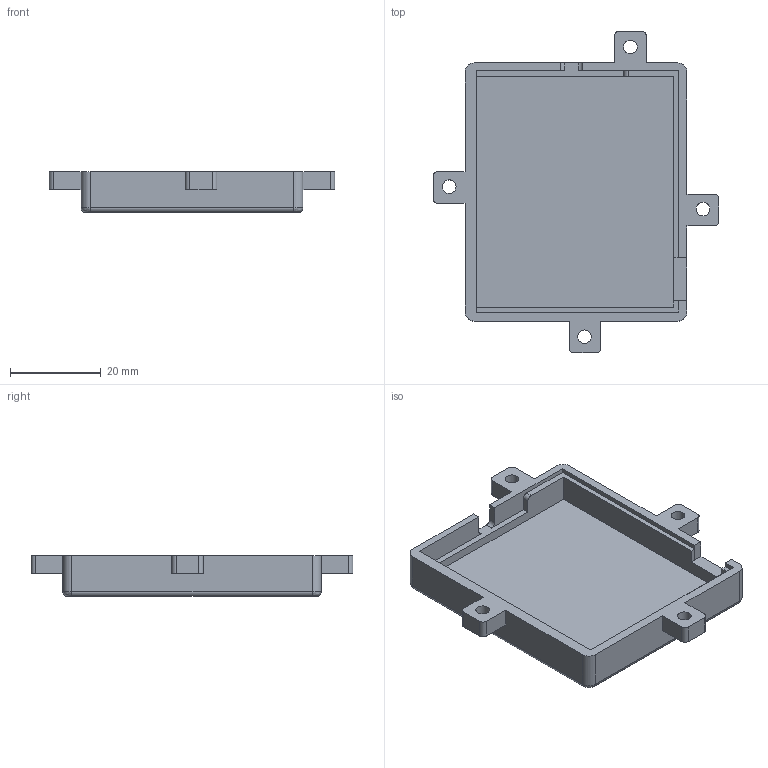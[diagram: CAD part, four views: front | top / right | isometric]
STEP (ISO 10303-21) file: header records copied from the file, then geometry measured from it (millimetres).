
FILE_DESCRIPTION(/* description */ ('Designed by EasyEDA Pro'),/* implementation_level */ '2;1');
FILE_NAME(/* name */ 'Case_abajo.step',/* time_stamp */ '2025-10-29T19:17:34+01:00',/* author */ (''),/* organization */ (''),/* preprocessor_version */ 'ST-DEVELOPER v20.1',/* originating_system */ 'Autodesk Translation Framework v14.17.0.0',/* authorisation */ '');
FILE_SCHEMA (('AUTOMOTIVE_DESIGN { 1 0 10303 214 3 1 1 }'));
Length unit declared in the file: millimetre
Products named in the file (4): pfsA-PCBModel; Case_abajo_LCD; Case_abajo_LCD (1); Case_abajo
Assembly tree (3 placements, depth 3):
  pfsA-PCBModel
    Case_abajo_LCD
      Case_abajo_LCD (1)
    Case_abajo
Bounding box: 63 x 71 x 9 mm (x, y, z)
Volume: 9708.2 mm3; surface area: 9311.6 mm2
Topology: 1 solids, 1 shells, 70 faces, 196 edges, 128 vertices
Faces by surface type: plane 43, cylinder 23, bspline 4
Full cylindrical faces by diameter (mm): 3 x4
Entity records: 2382 total; most frequent: CARTESIAN_POINT 433, ORIENTED_EDGE 392, DIRECTION 392, EDGE_CURVE 196, LINE 146, VECTOR 146, VERTEX_POINT 128, AXIS2_PLACEMENT_3D 123
